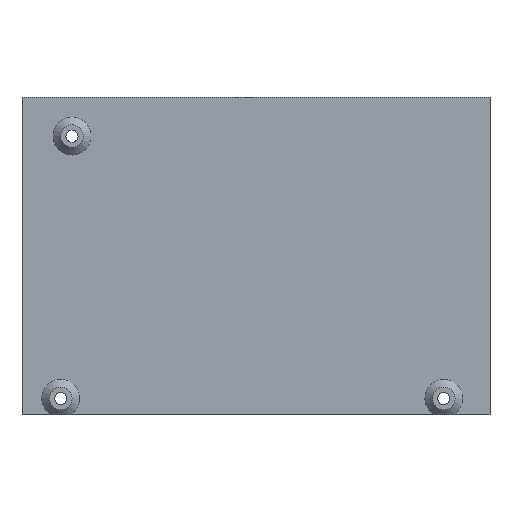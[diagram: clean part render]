
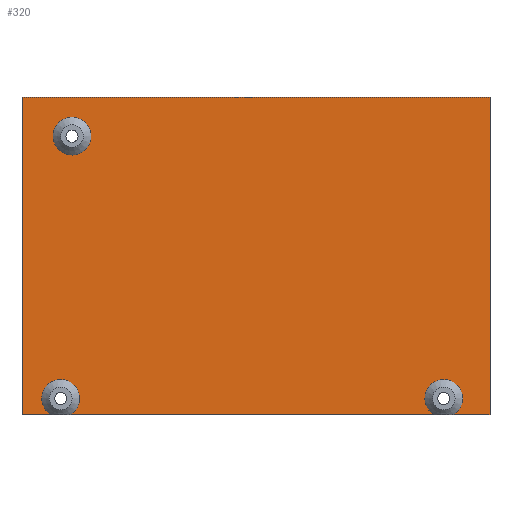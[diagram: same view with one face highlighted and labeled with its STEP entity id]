
A CAD part, top view. The second image highlights one B-rep face of the part: STEP entity #320.
In plain terms, the highlighted planar face has unit normal (0, 0, 1).
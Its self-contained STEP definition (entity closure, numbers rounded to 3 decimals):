
#20=FACE_BOUND('',#59,.T.);
#27=PLANE('',#351);
#40=FACE_OUTER_BOUND('',#58,.T.);
#58=EDGE_LOOP('',(#239,#240,#241,#242,#243,#244,#245,#246,#247,#248));
#59=EDGE_LOOP('',(#249));
#83=LINE('',#511,#106);
#84=LINE('',#517,#107);
#85=LINE('',#519,#108);
#86=LINE('',#521,#109);
#87=LINE('',#523,#110);
#88=LINE('',#525,#111);
#106=VECTOR('',#414,10.);
#107=VECTOR('',#419,10.);
#108=VECTOR('',#420,10.);
#109=VECTOR('',#421,10.);
#110=VECTOR('',#422,10.);
#111=VECTOR('',#423,10.);
#134=CIRCLE('',#349,5.);
#136=CIRCLE('',#352,5.);
#137=CIRCLE('',#353,5.);
#138=CIRCLE('',#354,5.);
#139=CIRCLE('',#355,5.);
#154=VERTEX_POINT('',#501);
#156=VERTEX_POINT('',#507);
#157=VERTEX_POINT('',#508);
#158=VERTEX_POINT('',#510);
#159=VERTEX_POINT('',#512);
#160=VERTEX_POINT('',#514);
#161=VERTEX_POINT('',#516);
#162=VERTEX_POINT('',#518);
#163=VERTEX_POINT('',#520);
#164=VERTEX_POINT('',#522);
#165=VERTEX_POINT('',#524);
#187=EDGE_CURVE('',#154,#154,#134,.T.);
#190=EDGE_CURVE('',#156,#157,#136,.T.);
#191=EDGE_CURVE('',#158,#156,#83,.T.);
#192=EDGE_CURVE('',#159,#158,#137,.T.);
#193=EDGE_CURVE('',#160,#159,#138,.T.);
#194=EDGE_CURVE('',#161,#160,#84,.T.);
#195=EDGE_CURVE('',#162,#161,#85,.T.);
#196=EDGE_CURVE('',#163,#162,#86,.T.);
#197=EDGE_CURVE('',#164,#163,#87,.T.);
#198=EDGE_CURVE('',#165,#164,#88,.T.);
#199=EDGE_CURVE('',#157,#165,#139,.T.);
#239=ORIENTED_EDGE('',*,*,#190,.F.);
#240=ORIENTED_EDGE('',*,*,#191,.F.);
#241=ORIENTED_EDGE('',*,*,#192,.F.);
#242=ORIENTED_EDGE('',*,*,#193,.F.);
#243=ORIENTED_EDGE('',*,*,#194,.F.);
#244=ORIENTED_EDGE('',*,*,#195,.F.);
#245=ORIENTED_EDGE('',*,*,#196,.F.);
#246=ORIENTED_EDGE('',*,*,#197,.F.);
#247=ORIENTED_EDGE('',*,*,#198,.F.);
#248=ORIENTED_EDGE('',*,*,#199,.F.);
#249=ORIENTED_EDGE('',*,*,#187,.F.);
#320=ADVANCED_FACE('',(#40,#20),#27,.T.);
#349=AXIS2_PLACEMENT_3D('',#502,#405,#406);
#351=AXIS2_PLACEMENT_3D('',#506,#410,#411);
#352=AXIS2_PLACEMENT_3D('',#509,#412,#413);
#353=AXIS2_PLACEMENT_3D('',#513,#415,#416);
#354=AXIS2_PLACEMENT_3D('',#515,#417,#418);
#355=AXIS2_PLACEMENT_3D('',#526,#424,#425);
#405=DIRECTION('center_axis',(0.,0.,1.));
#406=DIRECTION('ref_axis',(-1.,0.,0.));
#410=DIRECTION('center_axis',(0.,0.,1.));
#411=DIRECTION('ref_axis',(1.,0.,0.));
#412=DIRECTION('center_axis',(0.,0.,1.));
#413=DIRECTION('ref_axis',(-1.,0.,0.));
#414=DIRECTION('',(-1.,0.,0.));
#415=DIRECTION('center_axis',(0.,0.,1.));
#416=DIRECTION('ref_axis',(-1.,0.,0.));
#417=DIRECTION('center_axis',(0.,0.,1.));
#418=DIRECTION('ref_axis',(-1.,0.,0.));
#419=DIRECTION('',(-1.,0.,0.));
#420=DIRECTION('',(0.,-1.,0.));
#421=DIRECTION('',(1.,0.,0.));
#422=DIRECTION('',(0.,1.,0.));
#423=DIRECTION('',(-1.,0.,0.));
#424=DIRECTION('center_axis',(0.,0.,1.));
#425=DIRECTION('ref_axis',(-1.,0.,0.));
#501=CARTESIAN_POINT('',(112.,73.,-2.));
#502=CARTESIAN_POINT('Origin',(107.,73.,-2.));
#506=CARTESIAN_POINT('Origin',(155.75,41.25,-2.));
#507=CARTESIAN_POINT('',(106.634,-0.75,-2.));
#508=CARTESIAN_POINT('',(109.,3.5,-2.));
#509=CARTESIAN_POINT('Origin',(104.,3.5,-2.));
#510=CARTESIAN_POINT('',(202.866,-0.75,-2.));
#511=CARTESIAN_POINT('',(217.75,-0.75,-2.));
#512=CARTESIAN_POINT('',(210.5,3.5,-2.));
#513=CARTESIAN_POINT('Origin',(205.5,3.5,-2.));
#514=CARTESIAN_POINT('',(208.134,-0.75,-2.));
#515=CARTESIAN_POINT('Origin',(205.5,3.5,-2.));
#516=CARTESIAN_POINT('',(217.75,-0.75,-2.));
#517=CARTESIAN_POINT('',(217.75,-0.75,-2.));
#518=CARTESIAN_POINT('',(217.75,83.25,-2.));
#519=CARTESIAN_POINT('',(217.75,83.25,-2.));
#520=CARTESIAN_POINT('',(93.75,83.25,-2.));
#521=CARTESIAN_POINT('',(93.75,83.25,-2.));
#522=CARTESIAN_POINT('',(93.75,-0.75,-2.));
#523=CARTESIAN_POINT('',(93.75,-0.75,-2.));
#524=CARTESIAN_POINT('',(101.366,-0.75,-2.));
#525=CARTESIAN_POINT('',(217.75,-0.75,-2.));
#526=CARTESIAN_POINT('Origin',(104.,3.5,-2.));
